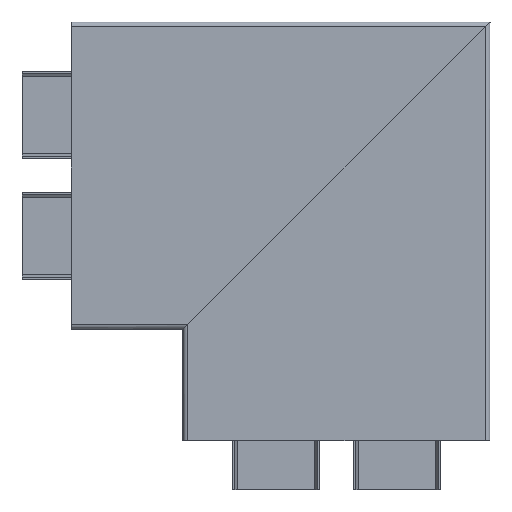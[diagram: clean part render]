
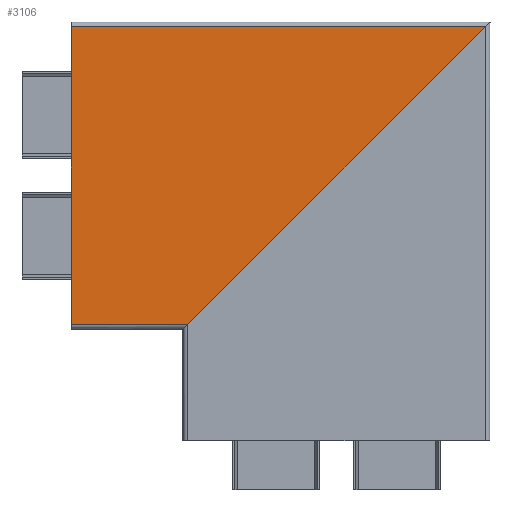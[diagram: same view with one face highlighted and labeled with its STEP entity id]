
A CAD part, front view. The second image highlights one B-rep face of the part: STEP entity #3106.
In plain terms, the highlighted planar face has unit normal (0, -1, 0).
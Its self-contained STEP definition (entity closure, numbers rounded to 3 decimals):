
#64 = VECTOR ( 'NONE', #3973, 1000. ) ;
#220 = DIRECTION ( 'NONE',  ( 0., 0., 1. ) ) ;
#229 = ORIENTED_EDGE ( 'NONE', *, *, #590, .T. ) ;
#298 = VECTOR ( 'NONE', #1466, 1000. ) ;
#344 = ORIENTED_EDGE ( 'NONE', *, *, #3900, .T. ) ;
#462 = DIRECTION ( 'NONE',  ( 0.707, 0., -0.707 ) ) ;
#471 = EDGE_LOOP ( 'NONE', ( #229, #3304, #344, #5880 ) ) ;
#512 = CARTESIAN_POINT ( 'NONE',  ( 80., -53., -942. ) ) ;
#590 = EDGE_CURVE ( 'NONE', #3634, #7054, #1643, .T. ) ;
#1369 = CARTESIAN_POINT ( 'NONE',  ( 80., -53., 1000. ) ) ;
#1466 = DIRECTION ( 'NONE',  ( 0., 0., -1. ) ) ;
#1643 = LINE ( 'NONE', #4144, #298 ) ;
#1804 = EDGE_CURVE ( 'NONE', #3634, #2805, #7158, .T. ) ;
#1930 = PLANE ( 'NONE',  #2825 ) ;
#1971 = EDGE_CURVE ( 'NONE', #4660, #7054, #7242, .T. ) ;
#2229 = CARTESIAN_POINT ( 'NONE',  ( 80., -53., -879.5 ) ) ;
#2805 = VERTEX_POINT ( 'NONE', #2229 ) ;
#2825 = AXIS2_PLACEMENT_3D ( 'NONE', #3377, #6468, #3505 ) ;
#2911 = CARTESIAN_POINT ( 'NONE',  ( -80., -53., -719.5 ) ) ;
#3106 = ADVANCED_FACE ( 'NONE', ( #6613 ), #1930, .F. ) ;
#3304 = ORIENTED_EDGE ( 'NONE', *, *, #1971, .F. ) ;
#3377 = CARTESIAN_POINT ( 'NONE',  ( 0., -53., 1000. ) ) ;
#3379 = CARTESIAN_POINT ( 'NONE',  ( -80., -53., -942. ) ) ;
#3505 = DIRECTION ( 'NONE',  ( 0., 0., 1. ) ) ;
#3634 = VERTEX_POINT ( 'NONE', #2911 ) ;
#3900 = EDGE_CURVE ( 'NONE', #4660, #2805, #4572, .T. ) ;
#3973 = DIRECTION ( 'NONE',  ( -1., 0., 0. ) ) ;
#4144 = CARTESIAN_POINT ( 'NONE',  ( -80., -53., 1000. ) ) ;
#4572 = LINE ( 'NONE', #1369, #7222 ) ;
#4660 = VERTEX_POINT ( 'NONE', #512 ) ;
#5613 = CARTESIAN_POINT ( 'NONE',  ( -82.5, -53., -717. ) ) ;
#5847 = VECTOR ( 'NONE', #462, 1000. ) ;
#5880 = ORIENTED_EDGE ( 'NONE', *, *, #1804, .F. ) ;
#6293 = CARTESIAN_POINT ( 'NONE',  ( -82.5, -53., -942. ) ) ;
#6468 = DIRECTION ( 'NONE',  ( 0., 1., 0. ) ) ;
#6613 = FACE_OUTER_BOUND ( 'NONE', #471, .T. ) ;
#7054 = VERTEX_POINT ( 'NONE', #3379 ) ;
#7158 = LINE ( 'NONE', #5613, #5847 ) ;
#7222 = VECTOR ( 'NONE', #220, 1000. ) ;
#7242 = LINE ( 'NONE', #6293, #64 ) ;
